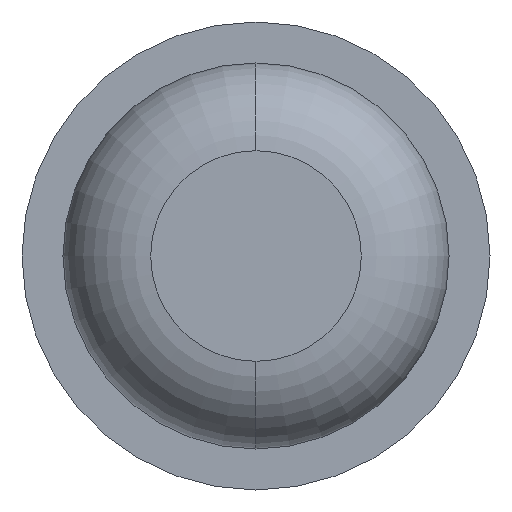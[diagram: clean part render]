
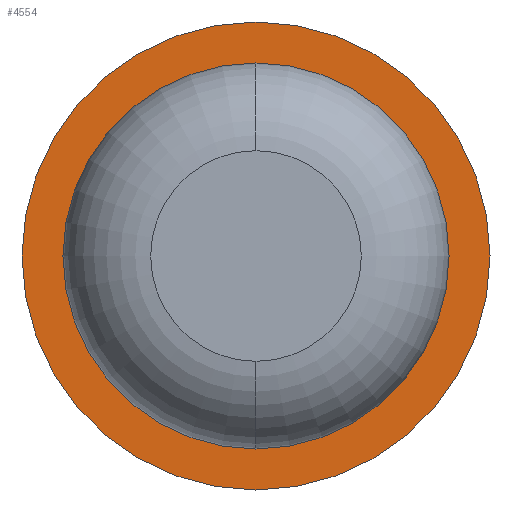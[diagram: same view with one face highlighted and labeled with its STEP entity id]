
A CAD part, front view. The second image highlights one B-rep face of the part: STEP entity #4554.
In plain terms, the highlighted planar face has unit normal (0, -1, 0).
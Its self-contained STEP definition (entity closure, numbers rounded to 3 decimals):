
#79 = DIRECTION ( 'NONE',  ( 0., 1., 0. ) ) ;
#99 = CARTESIAN_POINT ( 'NONE',  ( 0.825, -4., 0. ) ) ;
#175 = ORIENTED_EDGE ( 'NONE', *, *, #1011, .F. ) ;
#204 = VERTEX_POINT ( 'NONE', #4633 ) ;
#236 = CARTESIAN_POINT ( 'NONE',  ( 0., -4., 0. ) ) ;
#369 = ORIENTED_EDGE ( 'NONE', *, *, #1100, .T. ) ;
#535 = CIRCLE ( 'NONE', #2078, 1. ) ;
#698 = CIRCLE ( 'NONE', #3704, 1. ) ;
#728 = EDGE_LOOP ( 'NONE', ( #4265, #175 ) ) ;
#816 = FACE_BOUND ( 'NONE', #2602, .T. ) ;
#980 = DIRECTION ( 'NONE',  ( 0., 1., 0. ) ) ;
#1011 = EDGE_CURVE ( 'Defeature ausgef�hrt1_6+Defeature ausgef�hrt1_5+Defeature ausgef�hrt1_5+Defeature ausgef�hrt1_5', #3359, #3169, #535, .T. ) ;
#1100 = EDGE_CURVE ( 'Defeature ausgef�hrt1_5+Defeature ausgef�hrt1_0+Defeature ausgef�hrt1_0+Defeature ausgef�hrt1_0', #204, #1715, #1887, .T. ) ;
#1260 = DIRECTION ( 'NONE',  ( 0., 1., 0. ) ) ;
#1644 = DIRECTION ( 'NONE',  ( -1., 0., 0. ) ) ;
#1715 = VERTEX_POINT ( 'NONE', #2488 ) ;
#1887 = CIRCLE ( 'NONE', #2331, 0.825 ) ;
#2043 = CARTESIAN_POINT ( 'NONE',  ( -1., -4., 0. ) ) ;
#2050 = CARTESIAN_POINT ( 'NONE',  ( 0., -4., 0. ) ) ;
#2078 = AXIS2_PLACEMENT_3D ( 'NONE', #2079, #2841, #2089 ) ;
#2079 = CARTESIAN_POINT ( 'NONE',  ( 0., -4., 0. ) ) ;
#2089 = DIRECTION ( 'NONE',  ( -1., 0., 0. ) ) ;
#2129 = DIRECTION ( 'NONE',  ( -1., 0., 0. ) ) ;
#2320 = PLANE ( 'NONE',  #2505 ) ;
#2331 = AXIS2_PLACEMENT_3D ( 'NONE', #3599, #2340, #3196 ) ;
#2340 = DIRECTION ( 'NONE',  ( 0., 1., 0. ) ) ;
#2345 = EDGE_CURVE ( 'Defeature ausgef�hrt1_5+Defeature ausgef�hrt1_0+Defeature ausgef�hrt1_0+Defeature ausgef�hrt1_0', #1715, #204, #3299, .T. ) ;
#2488 = CARTESIAN_POINT ( 'NONE',  ( 0., -4., 0.825 ) ) ;
#2505 = AXIS2_PLACEMENT_3D ( 'NONE', #99, #79, #1644 ) ;
#2602 = EDGE_LOOP ( 'NONE', ( #3910, #369 ) ) ;
#2841 = DIRECTION ( 'NONE',  ( 0., 1., 0. ) ) ;
#3169 = VERTEX_POINT ( 'NONE', #2043 ) ;
#3196 = DIRECTION ( 'NONE',  ( -1., 0., 0. ) ) ;
#3299 = CIRCLE ( 'NONE', #3633, 0.825 ) ;
#3359 = VERTEX_POINT ( 'NONE', #3750 ) ;
#3478 = DIRECTION ( 'NONE',  ( -1., 0., 0. ) ) ;
#3504 = EDGE_CURVE ( 'Defeature ausgef�hrt1_6+Defeature ausgef�hrt1_5+Defeature ausgef�hrt1_5+Defeature ausgef�hrt1_5', #3169, #3359, #698, .T. ) ;
#3599 = CARTESIAN_POINT ( 'NONE',  ( 0., -4., 0. ) ) ;
#3633 = AXIS2_PLACEMENT_3D ( 'NONE', #2050, #1260, #3478 ) ;
#3704 = AXIS2_PLACEMENT_3D ( 'NONE', #236, #980, #2129 ) ;
#3750 = CARTESIAN_POINT ( 'NONE',  ( 1., -4., 0. ) ) ;
#3864 = FACE_OUTER_BOUND ( 'NONE', #728, .T. ) ;
#3910 = ORIENTED_EDGE ( 'NONE', *, *, #2345, .T. ) ;
#4265 = ORIENTED_EDGE ( 'NONE', *, *, #3504, .F. ) ;
#4554 = ADVANCED_FACE ( 'Defeature ausgef�hrt1_5', ( #3864, #816 ), #2320, .F. ) ;
#4633 = CARTESIAN_POINT ( 'NONE',  ( 0., -4., -0.825 ) ) ;
